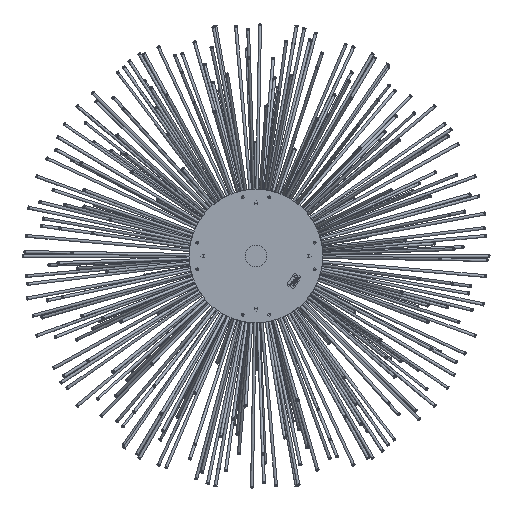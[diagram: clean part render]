
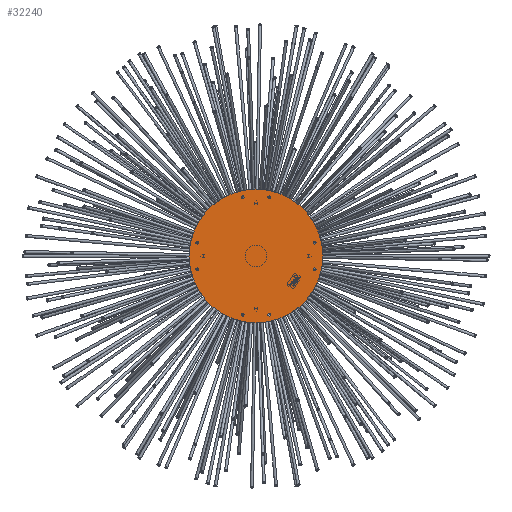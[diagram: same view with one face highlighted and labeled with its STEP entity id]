
A CAD part, front view. The second image highlights one B-rep face of the part: STEP entity #32240.
In plain terms, the highlighted planar face has unit normal (0, -1, 0).
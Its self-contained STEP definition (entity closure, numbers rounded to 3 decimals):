
#3703=FACE_BOUND('',#11931,.T.);
#3704=FACE_BOUND('',#11932,.T.);
#3705=FACE_BOUND('',#11933,.T.);
#3706=FACE_BOUND('',#11934,.T.);
#3707=FACE_BOUND('',#11935,.T.);
#3708=FACE_BOUND('',#11936,.T.);
#3709=FACE_BOUND('',#11937,.T.);
#3710=FACE_BOUND('',#11938,.T.);
#7239=FACE_OUTER_BOUND('',#11930,.T.);
#11930=EDGE_LOOP('',(#26264));
#11931=EDGE_LOOP('',(#26265));
#11932=EDGE_LOOP('',(#26266));
#11933=EDGE_LOOP('',(#26267));
#11934=EDGE_LOOP('',(#26268));
#11935=EDGE_LOOP('',(#26269));
#11936=EDGE_LOOP('',(#26270));
#11937=EDGE_LOOP('',(#26271));
#11938=EDGE_LOOP('',(#26272));
#14285=CIRCLE('',#37196,11.);
#14286=CIRCLE('',#37198,11.);
#14287=CIRCLE('',#37200,11.);
#14288=CIRCLE('',#37202,11.);
#14289=CIRCLE('',#37204,11.);
#14290=CIRCLE('',#37206,11.);
#14291=CIRCLE('',#37208,11.);
#14292=CIRCLE('',#37210,11.);
#14293=CIRCLE('',#37213,500.);
#17036=VERTEX_POINT('',#58295);
#17037=VERTEX_POINT('',#58298);
#17038=VERTEX_POINT('',#58301);
#17039=VERTEX_POINT('',#58304);
#17040=VERTEX_POINT('',#58307);
#17041=VERTEX_POINT('',#58310);
#17042=VERTEX_POINT('',#58313);
#17043=VERTEX_POINT('',#58316);
#17044=VERTEX_POINT('',#58320);
#20112=EDGE_CURVE('',#17036,#17036,#14285,.T.);
#20113=EDGE_CURVE('',#17037,#17037,#14286,.T.);
#20114=EDGE_CURVE('',#17038,#17038,#14287,.T.);
#20115=EDGE_CURVE('',#17039,#17039,#14288,.T.);
#20116=EDGE_CURVE('',#17040,#17040,#14289,.T.);
#20117=EDGE_CURVE('',#17041,#17041,#14290,.T.);
#20118=EDGE_CURVE('',#17042,#17042,#14291,.T.);
#20119=EDGE_CURVE('',#17043,#17043,#14292,.T.);
#20120=EDGE_CURVE('',#17044,#17044,#14293,.T.);
#26264=ORIENTED_EDGE('',*,*,#20120,.T.);
#26265=ORIENTED_EDGE('',*,*,#20112,.T.);
#26266=ORIENTED_EDGE('',*,*,#20113,.T.);
#26267=ORIENTED_EDGE('',*,*,#20114,.T.);
#26268=ORIENTED_EDGE('',*,*,#20115,.T.);
#26269=ORIENTED_EDGE('',*,*,#20116,.T.);
#26270=ORIENTED_EDGE('',*,*,#20117,.T.);
#26271=ORIENTED_EDGE('',*,*,#20118,.T.);
#26272=ORIENTED_EDGE('',*,*,#20119,.T.);
#27388=PLANE('',#37214);
#32240=ADVANCED_FACE('',(#7239,#3703,#3704,#3705,#3706,#3707,#3708,#3709,
#3710),#27388,.T.);
#37196=AXIS2_PLACEMENT_3D('',#58296,#47472,#47473);
#37198=AXIS2_PLACEMENT_3D('',#58299,#47476,#47477);
#37200=AXIS2_PLACEMENT_3D('',#58302,#47480,#47481);
#37202=AXIS2_PLACEMENT_3D('',#58305,#47484,#47485);
#37204=AXIS2_PLACEMENT_3D('',#58308,#47488,#47489);
#37206=AXIS2_PLACEMENT_3D('',#58311,#47492,#47493);
#37208=AXIS2_PLACEMENT_3D('',#58314,#47496,#47497);
#37210=AXIS2_PLACEMENT_3D('',#58317,#47500,#47501);
#37213=AXIS2_PLACEMENT_3D('',#58321,#47506,#47507);
#37214=AXIS2_PLACEMENT_3D('',#58322,#47508,#47509);
#47472=DIRECTION('center_axis',(0.,1.,0.));
#47473=DIRECTION('ref_axis',(-1.,0.,0.));
#47476=DIRECTION('center_axis',(0.,1.,0.));
#47477=DIRECTION('ref_axis',(-1.,0.,0.));
#47480=DIRECTION('center_axis',(0.,1.,0.));
#47481=DIRECTION('ref_axis',(-1.,0.,0.));
#47484=DIRECTION('center_axis',(0.,1.,0.));
#47485=DIRECTION('ref_axis',(-1.,0.,0.));
#47488=DIRECTION('center_axis',(0.,1.,0.));
#47489=DIRECTION('ref_axis',(-1.,0.,0.));
#47492=DIRECTION('center_axis',(0.,1.,0.));
#47493=DIRECTION('ref_axis',(-1.,0.,0.));
#47496=DIRECTION('center_axis',(0.,1.,0.));
#47497=DIRECTION('ref_axis',(-1.,0.,0.));
#47500=DIRECTION('center_axis',(0.,1.,0.));
#47501=DIRECTION('ref_axis',(-1.,0.,0.));
#47506=DIRECTION('center_axis',(0.,-1.,0.));
#47507=DIRECTION('ref_axis',(1.,0.,0.));
#47508=DIRECTION('center_axis',(0.,-1.,0.));
#47509=DIRECTION('ref_axis',(0.,0.,-1.));
#58295=CARTESIAN_POINT('',(449.748,0.,-100.));
#58296=CARTESIAN_POINT('Origin',(438.748,0.,-100.));
#58298=CARTESIAN_POINT('',(111.,0.,438.748));
#58299=CARTESIAN_POINT('Origin',(100.,0.,438.748));
#58301=CARTESIAN_POINT('',(-427.748,0.,100.));
#58302=CARTESIAN_POINT('Origin',(-438.748,0.,100.));
#58304=CARTESIAN_POINT('',(-89.,0.,-438.748));
#58305=CARTESIAN_POINT('Origin',(-100.,0.,-438.748));
#58307=CARTESIAN_POINT('',(111.,0.,-438.748));
#58308=CARTESIAN_POINT('Origin',(100.,0.,-438.748));
#58310=CARTESIAN_POINT('',(-427.748,0.,-100.));
#58311=CARTESIAN_POINT('Origin',(-438.748,0.,-100.));
#58313=CARTESIAN_POINT('',(-89.,0.,438.748));
#58314=CARTESIAN_POINT('Origin',(-100.,0.,438.748));
#58316=CARTESIAN_POINT('',(449.748,0.,100.));
#58317=CARTESIAN_POINT('Origin',(438.748,0.,100.));
#58320=CARTESIAN_POINT('',(500.,0.,0.));
#58321=CARTESIAN_POINT('Origin',(0.,0.,0.));
#58322=CARTESIAN_POINT('Origin',(0.,0.,0.));
